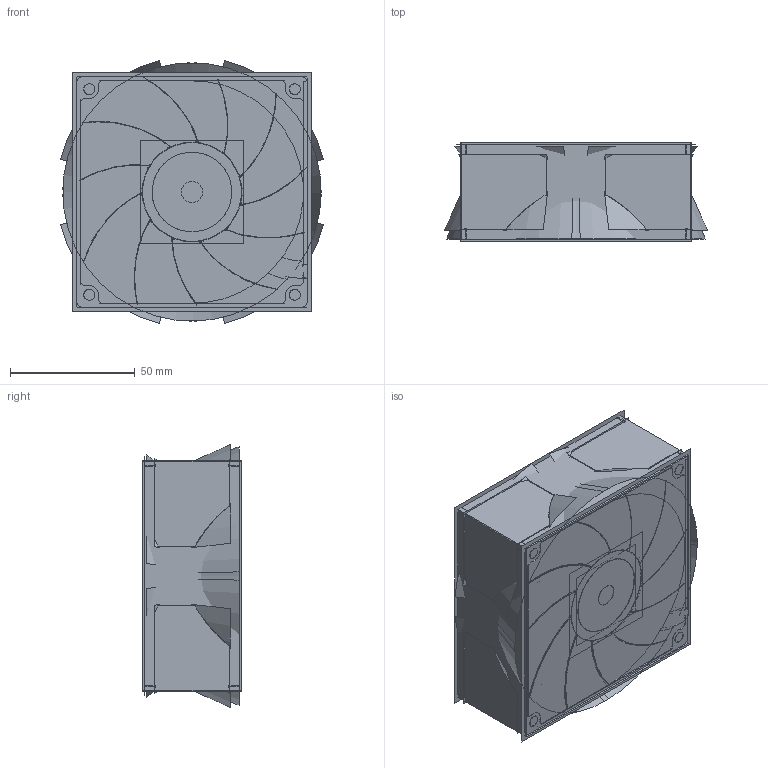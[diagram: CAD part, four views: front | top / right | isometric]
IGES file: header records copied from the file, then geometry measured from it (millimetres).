
Start section:  PTC IGES file: 9238ds.igs
Global section: file name: 9238ds.igs; native system: Pro/ENGINEER by Parametric Technology Corporation; preprocessor: 2008010; author: rd189; organization: Unknown; date: 20141118.103215; units: millimetre
Bounding box: 105.61 x 39.52 x 105.61 mm (x, y, z)
Volume: 1595.6 mm3; surface area: 530052.9 mm2
Topology: 1 solids, 25 shells, 667 faces, 5691 edges, 8419 vertices
Faces by surface type: revolution 361, bspline 304, extrusion 2
